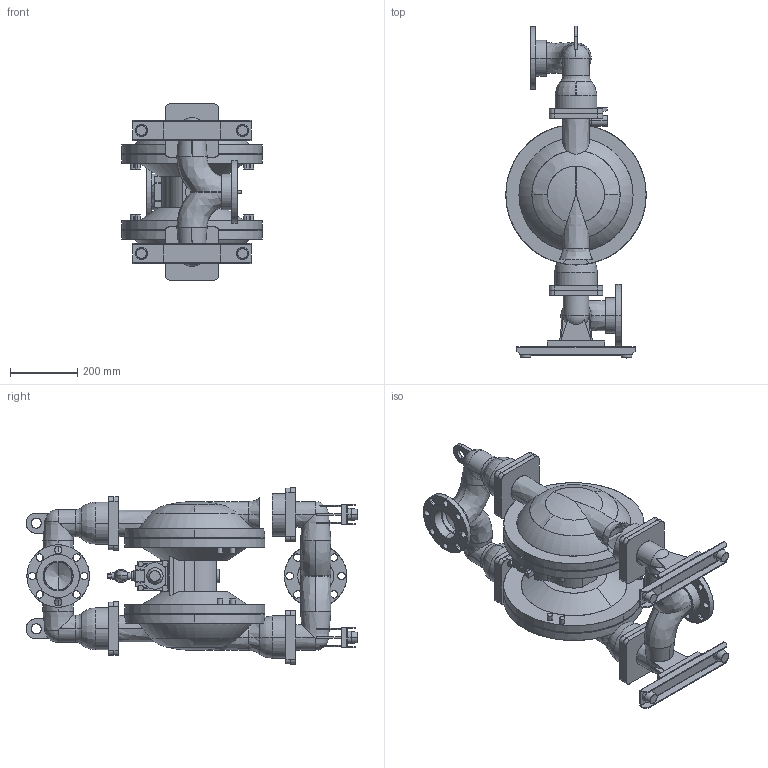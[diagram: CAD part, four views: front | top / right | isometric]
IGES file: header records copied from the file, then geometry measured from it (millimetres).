
Start section: SolidWorks IGES FILE using analytic representation for surfaces
Global section: file name: NDP-80 BS YA.IGS; native system: SolidWorks 2004 by SolidWorks Corporation; preprocessor: Version 5.3; author: user; date: 050823.143230; units: millimetre
Bounding box: 416.36 x 983.7 x 522.5 mm (x, y, z)
Surface area: 2058060.6 mm2 (no closed solid volume)
Topology: 0 solids, 0 shells, 669 faces, 13686 edges, 13680 vertices
Faces by surface type: bspline 366, revolution 303
